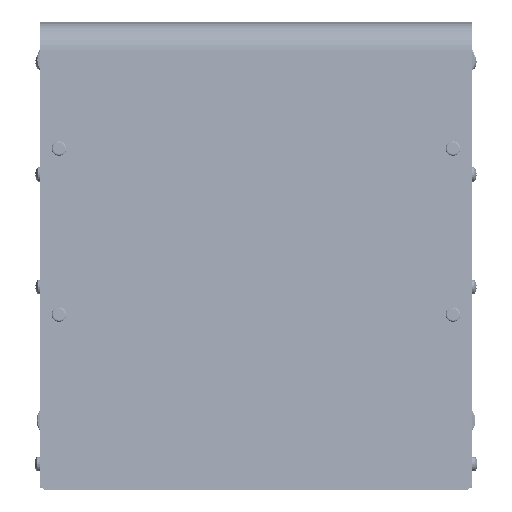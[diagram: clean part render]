
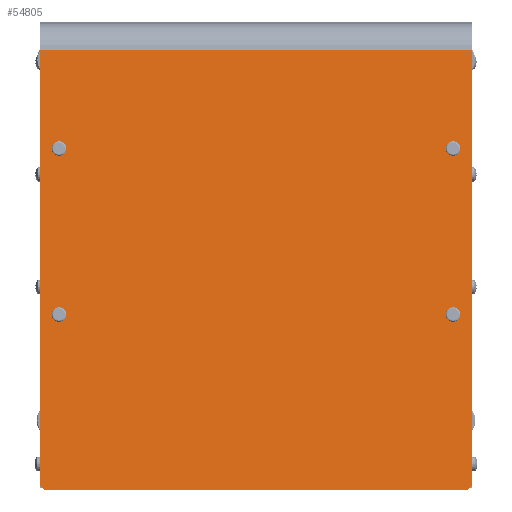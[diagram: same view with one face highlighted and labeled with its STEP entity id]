
A CAD part, front view. The second image highlights one B-rep face of the part: STEP entity #54805.
In plain terms, the highlighted face is planar.
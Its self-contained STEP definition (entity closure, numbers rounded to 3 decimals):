
#6028=LINE('',#88296,#11253);
#6032=LINE('',#88304,#11257);
#6035=LINE('',#88310,#11260);
#6036=LINE('',#88312,#11261);
#6037=LINE('',#88314,#11262);
#6038=LINE('',#88315,#11263);
#11253=VECTOR('',#72067,2.828);
#11257=VECTOR('',#72073,236.574);
#11260=VECTOR('',#72078,228.);
#11261=VECTOR('',#72079,2.828);
#11262=VECTOR('',#72080,236.574);
#11263=VECTOR('',#72081,232.);
#13614=PLANE('',#59114);
#14686=FACE_BOUND('',#20777,.T.);
#14687=FACE_BOUND('',#20778,.T.);
#14688=FACE_BOUND('',#20779,.T.);
#14689=FACE_BOUND('',#20780,.T.);
#17126=FACE_OUTER_BOUND('',#20776,.T.);
#20776=EDGE_LOOP('',(#48020,#48021,#48022,#48023,#48024,#48025));
#20777=EDGE_LOOP('',(#48026));
#20778=EDGE_LOOP('',(#48027));
#20779=EDGE_LOOP('',(#48028));
#20780=EDGE_LOOP('',(#48029));
#23106=CIRCLE('',#59115,2.);
#23107=CIRCLE('',#59116,2.);
#23108=CIRCLE('',#59117,2.);
#23109=CIRCLE('',#59118,2.);
#27584=VERTEX_POINT('',#88294);
#27585=VERTEX_POINT('',#88295);
#27588=VERTEX_POINT('',#88303);
#27590=VERTEX_POINT('',#88309);
#27591=VERTEX_POINT('',#88311);
#27592=VERTEX_POINT('',#88313);
#27593=VERTEX_POINT('',#88316);
#27594=VERTEX_POINT('',#88318);
#27595=VERTEX_POINT('',#88320);
#27596=VERTEX_POINT('',#88322);
#34628=EDGE_CURVE('',#27584,#27585,#6028,.T.);
#34632=EDGE_CURVE('',#27585,#27588,#6032,.T.);
#34635=EDGE_CURVE('',#27590,#27584,#6035,.T.);
#34636=EDGE_CURVE('',#27591,#27590,#6036,.T.);
#34637=EDGE_CURVE('',#27592,#27591,#6037,.T.);
#34638=EDGE_CURVE('',#27592,#27588,#6038,.T.);
#34639=EDGE_CURVE('',#27593,#27593,#23106,.T.);
#34640=EDGE_CURVE('',#27594,#27594,#23107,.T.);
#34641=EDGE_CURVE('',#27595,#27595,#23108,.T.);
#34642=EDGE_CURVE('',#27596,#27596,#23109,.T.);
#48020=ORIENTED_EDGE('',*,*,#34628,.F.);
#48021=ORIENTED_EDGE('',*,*,#34635,.F.);
#48022=ORIENTED_EDGE('',*,*,#34636,.F.);
#48023=ORIENTED_EDGE('',*,*,#34637,.F.);
#48024=ORIENTED_EDGE('',*,*,#34638,.T.);
#48025=ORIENTED_EDGE('',*,*,#34632,.F.);
#48026=ORIENTED_EDGE('',*,*,#34639,.T.);
#48027=ORIENTED_EDGE('',*,*,#34640,.T.);
#48028=ORIENTED_EDGE('',*,*,#34641,.T.);
#48029=ORIENTED_EDGE('',*,*,#34642,.T.);
#54805=ADVANCED_FACE('',(#17126,#14686,#14687,#14688,#14689),#13614,.T.);
#59114=AXIS2_PLACEMENT_3D('',#88308,#72076,#72077);
#59115=AXIS2_PLACEMENT_3D('',#88317,#72082,#72083);
#59116=AXIS2_PLACEMENT_3D('',#88319,#72084,#72085);
#59117=AXIS2_PLACEMENT_3D('',#88321,#72086,#72087);
#59118=AXIS2_PLACEMENT_3D('',#88323,#72088,#72089);
#72067=DIRECTION('',(0.707,-0.707,0.));
#72073=DIRECTION('',(0.,-1.,0.));
#72076=DIRECTION('center_axis',(0.,0.,1.));
#72077=DIRECTION('ref_axis',(1.,0.,0.));
#72078=DIRECTION('',(1.,0.,0.));
#72079=DIRECTION('',(0.707,0.707,0.));
#72080=DIRECTION('',(0.,1.,0.));
#72081=DIRECTION('',(1.,0.,0.));
#72082=DIRECTION('center_axis',(0.,0.,-1.));
#72083=DIRECTION('ref_axis',(1.,0.,0.));
#72084=DIRECTION('center_axis',(0.,0.,-1.));
#72085=DIRECTION('ref_axis',(1.,0.,0.));
#72086=DIRECTION('center_axis',(0.,0.,-1.));
#72087=DIRECTION('ref_axis',(1.,0.,0.));
#72088=DIRECTION('center_axis',(0.,0.,-1.));
#72089=DIRECTION('ref_axis',(1.,0.,0.));
#88294=CARTESIAN_POINT('',(114.,126.,1.));
#88295=CARTESIAN_POINT('',(116.,124.,1.));
#88296=CARTESIAN_POINT('',(117.5,122.5,1.));
#88303=CARTESIAN_POINT('',(116.,-112.574,1.));
#88304=CARTESIAN_POINT('',(116.,-126.,1.));
#88308=CARTESIAN_POINT('Origin',(0.,0.,
1.));
#88309=CARTESIAN_POINT('',(-114.,126.,1.));
#88310=CARTESIAN_POINT('',(116.,126.,1.));
#88311=CARTESIAN_POINT('',(-116.,124.,1.));
#88312=CARTESIAN_POINT('',(-117.5,122.5,1.));
#88313=CARTESIAN_POINT('',(-116.,-112.574,1.));
#88314=CARTESIAN_POINT('',(-116.,126.,1.));
#88315=CARTESIAN_POINT('',(-58.,-112.574,1.));
#88316=CARTESIAN_POINT('',(-104.,-59.,1.));
#88317=CARTESIAN_POINT('Origin',(-106.,-59.,1.));
#88318=CARTESIAN_POINT('',(108.,-59.,1.));
#88319=CARTESIAN_POINT('Origin',(106.,-59.,1.));
#88320=CARTESIAN_POINT('',(108.,31.,1.));
#88321=CARTESIAN_POINT('Origin',(106.,31.,1.));
#88322=CARTESIAN_POINT('',(-104.,31.,1.));
#88323=CARTESIAN_POINT('Origin',(-106.,31.,1.));
